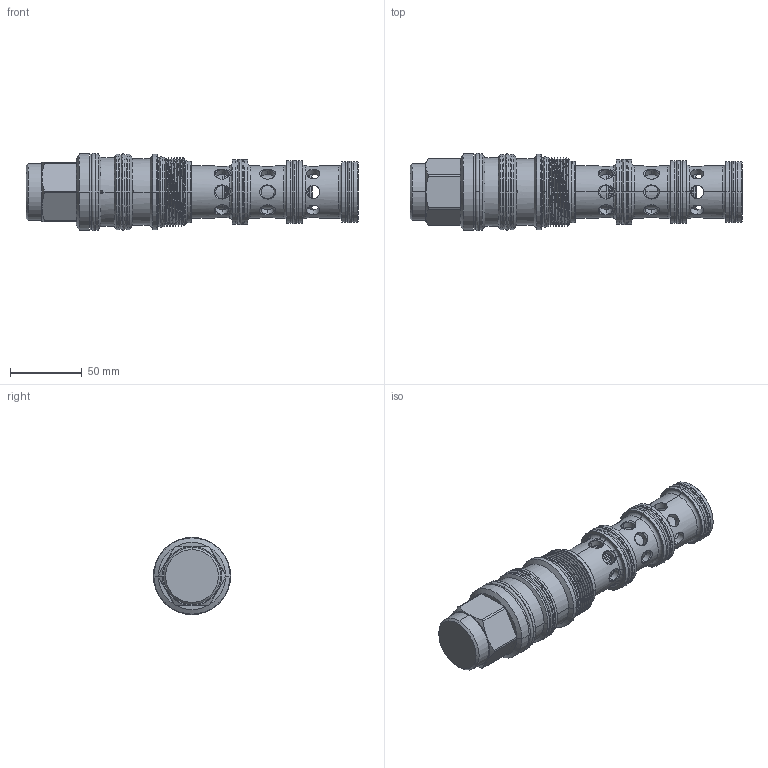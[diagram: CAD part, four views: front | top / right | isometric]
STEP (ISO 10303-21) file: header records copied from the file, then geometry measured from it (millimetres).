
FILE_DESCRIPTION (( 'STEP AP203' ), '1' );
FILE_NAME ('DC64A6E24N.STEP', '2022-06-17T05:41:24', ( '' ), ( '' ), 'SwSTEP 2.0', 'SolidWorks 2018', '' );
FILE_SCHEMA (( 'CONFIG_CONTROL_DESIGN' ));
Length unit declared in the file: millimetre
Products named in the file (1): DC64A6E24N
Bounding box: 231.42 x 53.84 x 53.84 mm (x, y, z)
Volume: 306525.7 mm3; surface area: 64015.1 mm2
Topology: 8 solids, 8 shells, 496 faces, 1304 edges, 765 vertices
Faces by surface type: cylinder 279, cone 81, plane 72, torus 53, bspline 11
Entity records: 21793 total; most frequent: CARTESIAN_POINT 9746, ORIENTED_EDGE 2604, DIRECTION 2496, EDGE_CURVE 1302, AXIS2_PLACEMENT_3D 1098, VERTEX_POINT 765, CIRCLE 612, EDGE_LOOP 567
